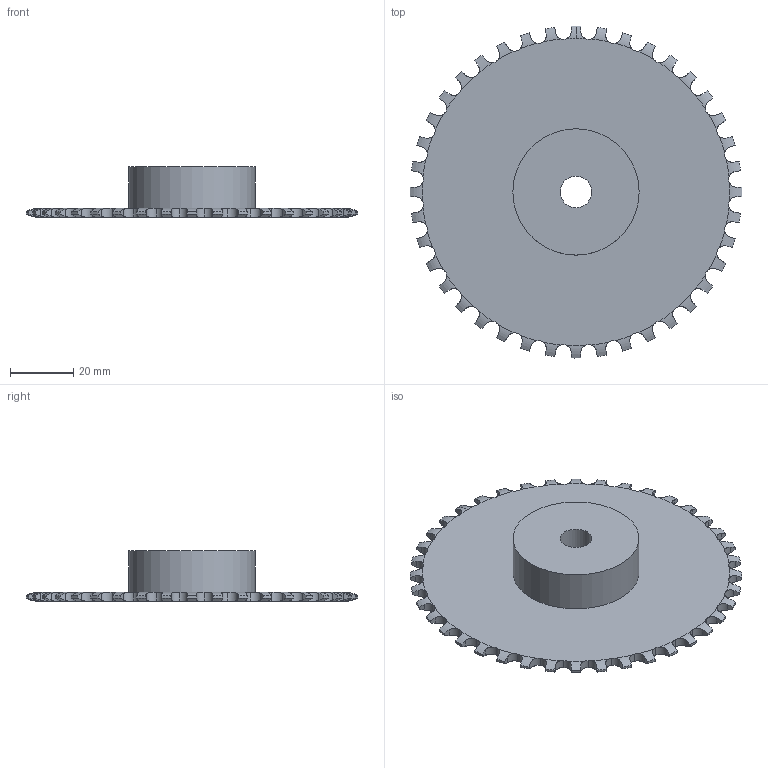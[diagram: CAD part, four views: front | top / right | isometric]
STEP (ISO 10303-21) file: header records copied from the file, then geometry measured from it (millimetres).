
FILE_DESCRIPTION(('FreeCAD Model'),'2;1');
FILE_NAME('Open CASCADE Shape Model','2021-03-07T16:52:40',( 'Simone Bignetti'),(''),'Open CASCADE STEP processor 7.4','FreeCAD', 'Unknown');
FILE_SCHEMA(('AUTOMOTIVE_DESIGN { 1 0 10303 214 1 1 1 1 }'));
Length unit declared in the file: millimetre
Products named in the file (1): Hole
Bounding box: 105.2 x 105.2 x 16 mm (x, y, z)
Volume: 37343.2 mm3; surface area: 19100.5 mm2
Topology: 1 solids, 1 shells, 368 faces, 1093 edges, 729 vertices
Faces by surface type: cylinder 202, plane 84, revolution 82
Full cylindrical faces by diameter (mm): 10 x1, 40 x1
Entity records: 37808 total; most frequent: CARTESIAN_POINT 17757, DIRECTION 3267, ORIENTED_EDGE 2186, PCURVE 2186, DEFINITIONAL_REPRESENTATION 2186, LINE 1660, VECTOR 1660, EDGE_CURVE 1093
